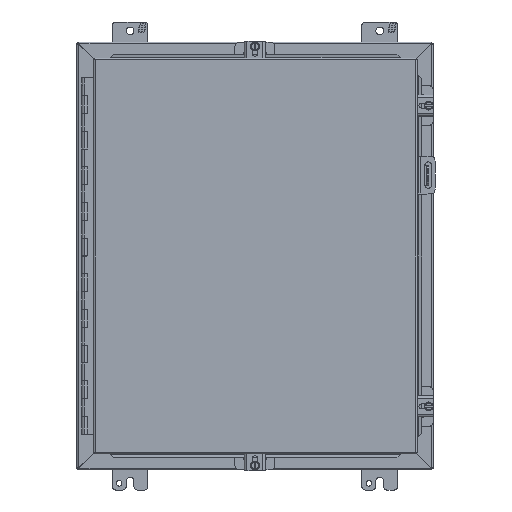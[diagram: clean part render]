
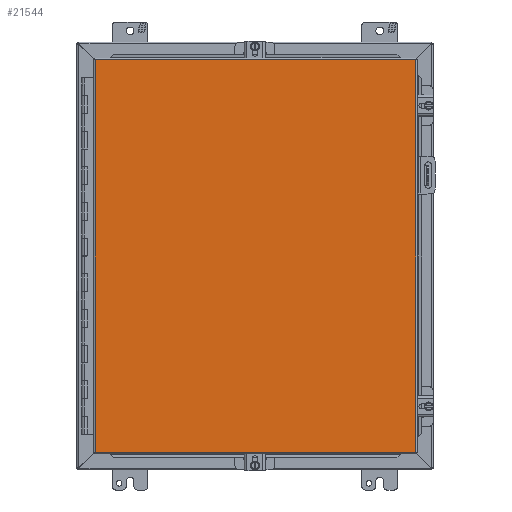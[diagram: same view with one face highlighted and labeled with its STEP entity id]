
A CAD part, front view. The second image highlights one B-rep face of the part: STEP entity #21544.
In plain terms, the highlighted planar face has unit normal (0, -1, 0).
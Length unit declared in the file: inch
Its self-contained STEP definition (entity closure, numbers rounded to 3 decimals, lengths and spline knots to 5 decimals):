
#304 = ORIENTED_EDGE ( 'NONE', *, *, #29764, .F. ) ;
#1533 = DIRECTION ( 'NONE',  ( 0., 0., 1. ) ) ;
#3898 = DIRECTION ( 'NONE',  ( 1., 0., 0. ) ) ;
#4102 = CARTESIAN_POINT ( 'NONE',  ( 9.018, -9.21, -10.9945 ) ) ;
#4732 = ORIENTED_EDGE ( 'NONE', *, *, #41040, .F. ) ;
#7054 = VERTEX_POINT ( 'NONE', #18633 ) ;
#9077 = CARTESIAN_POINT ( 'NONE',  ( -8.954, -9.21, -10.9945 ) ) ;
#9964 = VECTOR ( 'NONE', #1533, 39.37008 ) ;
#11115 = ORIENTED_EDGE ( 'NONE', *, *, #30733, .F. ) ;
#12085 = DIRECTION ( 'NONE',  ( 0., 0., -1. ) ) ;
#12317 = DIRECTION ( 'NONE',  ( 0., -1., 0. ) ) ;
#12418 = ORIENTED_EDGE ( 'NONE', *, *, #31980, .F. ) ;
#13025 = VERTEX_POINT ( 'NONE', #9077 ) ;
#16469 = CARTESIAN_POINT ( 'NONE',  ( -8.954, -9.21, -10.9945 ) ) ;
#17306 = LINE ( 'NONE', #31404, #28421 ) ;
#17374 = LINE ( 'NONE', #31470, #30742 ) ;
#18633 = CARTESIAN_POINT ( 'NONE',  ( -8.954, -9.21, 10.9945 ) ) ;
#20814 = VECTOR ( 'NONE', #25757, 39.37008 ) ;
#21102 = EDGE_LOOP ( 'NONE', ( #4732, #11115, #304, #12418 ) ) ;
#21544 = ADVANCED_FACE ( 'NONE', ( #43514 ), #44446, .T. ) ;
#25757 = DIRECTION ( 'NONE',  ( 0., 0., -1. ) ) ;
#28014 = AXIS2_PLACEMENT_3D ( 'NONE', #16469, #12317, #12085 ) ;
#28421 = VECTOR ( 'NONE', #3898, 39.37008 ) ;
#29299 = DIRECTION ( 'NONE',  ( -1., 0., 0. ) ) ;
#29453 = LINE ( 'NONE', #29930, #20814 ) ;
#29764 = EDGE_CURVE ( 'NONE', #13025, #7054, #33190, .T. ) ;
#29930 = CARTESIAN_POINT ( 'NONE',  ( 9.018, -9.21, 10.9945 ) ) ;
#30733 = EDGE_CURVE ( 'NONE', #7054, #40579, #17306, .T. ) ;
#30742 = VECTOR ( 'NONE', #29299, 39.37008 ) ;
#31404 = CARTESIAN_POINT ( 'NONE',  ( -8.954, -9.21, 10.9945 ) ) ;
#31470 = CARTESIAN_POINT ( 'NONE',  ( 9.018, -9.21, -10.9945 ) ) ;
#31980 = EDGE_CURVE ( 'NONE', #36434, #13025, #17374, .T. ) ;
#32977 = CARTESIAN_POINT ( 'NONE',  ( -8.954, -9.21, -10.9945 ) ) ;
#33190 = LINE ( 'NONE', #32977, #9964 ) ;
#36434 = VERTEX_POINT ( 'NONE', #4102 ) ;
#40579 = VERTEX_POINT ( 'NONE', #43174 ) ;
#41040 = EDGE_CURVE ( 'NONE', #40579, #36434, #29453, .T. ) ;
#43174 = CARTESIAN_POINT ( 'NONE',  ( 9.018, -9.21, 10.9945 ) ) ;
#43514 = FACE_OUTER_BOUND ( 'NONE', #21102, .T. ) ;
#44446 = PLANE ( 'NONE',  #28014 ) ;
